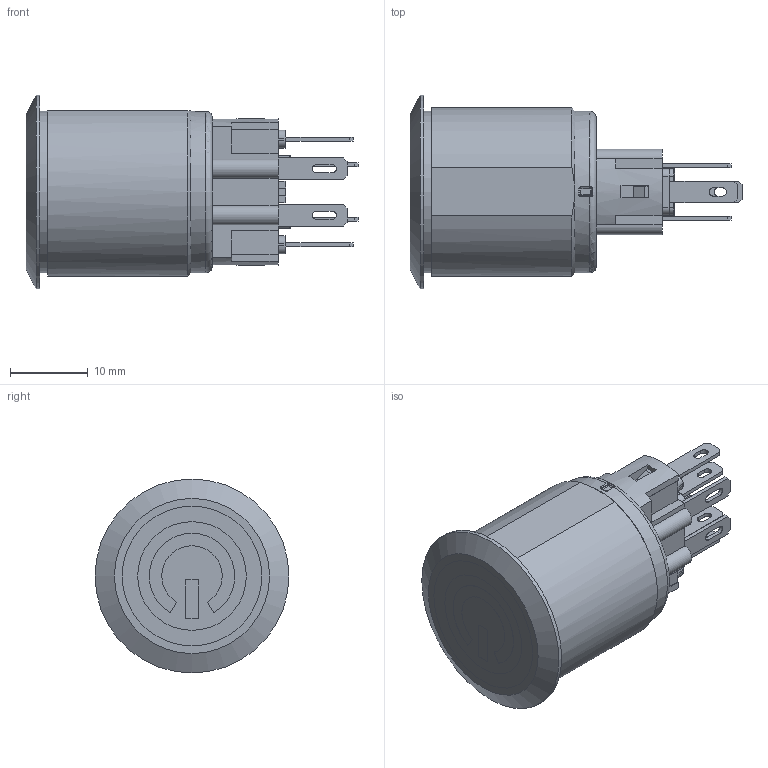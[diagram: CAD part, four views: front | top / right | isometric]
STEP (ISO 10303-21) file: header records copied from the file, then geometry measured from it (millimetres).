
FILE_DESCRIPTION(/* description */ (''),/* implementation_level */ '2;1');
FILE_NAME(/* name */ '100102707_Shrinkwrap_1.stp',/* time_stamp */ '2023-03-01T13:49:29-06:00',/* author */ ('jmeyers'),/* organization */ (''),/* preprocessor_version */ 'ST-DEVELOPER v18.1',/* originating_system */ 'Autodesk Inventor 2020',/* authorisation */ '');
FILE_SCHEMA (('AUTOMOTIVE_DESIGN { 1 0 10303 214 3 1 1 }'));
Length unit declared in the file: millimetre
Products named in the file (1): 100102707_Shrinkwrap_1
Bounding box: 42.8 x 25 x 25 mm (x, y, z)
Volume: 10200.9 mm3; surface area: 4264.1 mm2
Topology: 1 solids, 1 shells, 332 faces, 883 edges, 562 vertices
Faces by surface type: plane 221, cylinder 80, torus 19, bspline 6, sphere 4, cone 2
Full cylindrical faces by diameter (mm): 2 x4, 20.8 x2, 25 x1
Entity records: 10505 total; most frequent: CARTESIAN_POINT 2024, ORIENTED_EDGE 1766, DIRECTION 1736, EDGE_CURVE 883, LINE 666, VECTOR 666, VERTEX_POINT 562, AXIS2_PLACEMENT_3D 535
